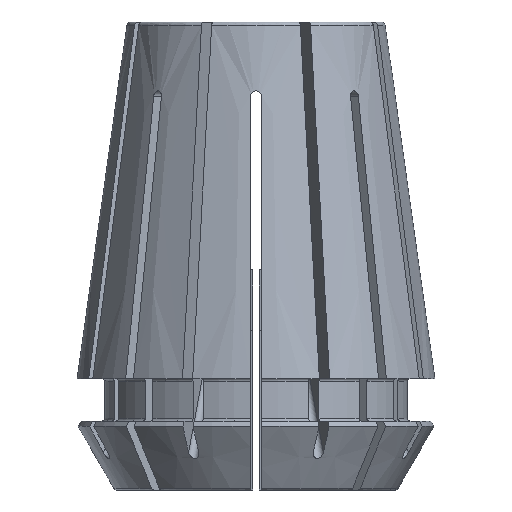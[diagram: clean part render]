
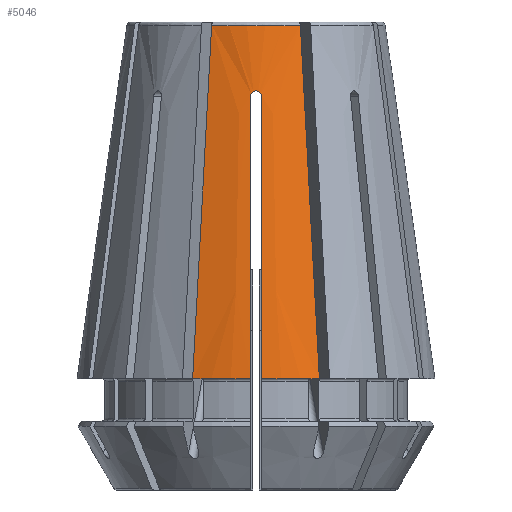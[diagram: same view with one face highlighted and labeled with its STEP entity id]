
A CAD part, front view. The second image highlights one B-rep face of the part: STEP entity #5046.
In plain terms, the highlighted conical face has half-angle 8 degrees and reference radius 13 mm.
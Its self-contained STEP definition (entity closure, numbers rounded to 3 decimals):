
#26=CONICAL_SURFACE('',#5404,13.,0.14);
#919=B_SPLINE_CURVE_WITH_KNOTS('',3,(#7848,#7849,#7850,#7851,#7852,#7853,
#7854),.UNSPECIFIED.,.F.,.F.,(4,3,4),(0.,0.023,
0.026),.UNSPECIFIED.);
#920=B_SPLINE_CURVE_WITH_KNOTS('',3,(#7858,#7859,#7860,#7861,#7862,#7863,
#7864),.UNSPECIFIED.,.F.,.F.,(4,3,4),(0.,0.023,
0.026),.UNSPECIFIED.);
#921=B_SPLINE_CURVE_WITH_KNOTS('',3,(#7868,#7869,#7870,#7871,#7872,#7873,
#7874,#7875,#7876,#7877),.UNSPECIFIED.,.F.,.F.,(4,3,3,4),(0.016,
0.018,0.037,0.037),.UNSPECIFIED.);
#922=B_SPLINE_CURVE_WITH_KNOTS('',3,(#7879,#7880,#7881,#7882,#7883),
 .UNSPECIFIED.,.F.,.F.,(4,1,4),(0.,0.001,
0.001),.UNSPECIFIED.);
#923=B_SPLINE_CURVE_WITH_KNOTS('',3,(#7885,#7886,#7887,#7888,#7889,#7890,
#7891,#7892,#7893,#7894),.UNSPECIFIED.,.F.,.F.,(4,3,3,4),(0.016,
0.018,0.037,0.037),.UNSPECIFIED.);
#1289=ORIENTED_EDGE('',*,*,#2925,.T.);
#1290=ORIENTED_EDGE('',*,*,#2926,.T.);
#1291=ORIENTED_EDGE('',*,*,#2927,.F.);
#1292=ORIENTED_EDGE('',*,*,#2928,.F.);
#1293=ORIENTED_EDGE('',*,*,#2929,.T.);
#1294=ORIENTED_EDGE('',*,*,#2930,.F.);
#1295=ORIENTED_EDGE('',*,*,#2931,.T.);
#1296=ORIENTED_EDGE('',*,*,#2932,.T.);
#2925=EDGE_CURVE('',#3733,#3734,#4195,.T.);
#2926=EDGE_CURVE('',#3734,#3735,#919,.T.);
#2927=EDGE_CURVE('',#3736,#3735,#4196,.T.);
#2928=EDGE_CURVE('',#3737,#3736,#920,.T.);
#2929=EDGE_CURVE('',#3737,#3738,#4197,.T.);
#2930=EDGE_CURVE('',#3739,#3738,#921,.T.);
#2931=EDGE_CURVE('',#3739,#3740,#922,.T.);
#2932=EDGE_CURVE('',#3740,#3733,#923,.T.);
#3733=VERTEX_POINT('',#7846);
#3734=VERTEX_POINT('',#7847);
#3735=VERTEX_POINT('',#7855);
#3736=VERTEX_POINT('',#7857);
#3737=VERTEX_POINT('',#7865);
#3738=VERTEX_POINT('',#7867);
#3739=VERTEX_POINT('',#7878);
#3740=VERTEX_POINT('',#7884);
#4195=CIRCLE('',#5405,13.);
#4196=CIRCLE('',#5406,9.396);
#4197=CIRCLE('',#5407,13.);
#4438=EDGE_LOOP('',(#1289,#1290,#1291,#1292,#1293,#1294,#1295,#1296));
#4706=FACE_BOUND('',#4438,.T.);
#5046=ADVANCED_FACE('',(#4706),#26,.T.);
#5404=AXIS2_PLACEMENT_3D('',#7844,#6130,#6131);
#5405=AXIS2_PLACEMENT_3D('',#7845,#6132,#6133);
#5406=AXIS2_PLACEMENT_3D('',#7856,#6134,#6135);
#5407=AXIS2_PLACEMENT_3D('',#7866,#6136,#6137);
#6130=DIRECTION('',(0.,0.,-1.));
#6131=DIRECTION('',(-1.,0.,0.));
#6132=DIRECTION('',(0.,0.,1.));
#6133=DIRECTION('',(1.,0.,0.));
#6134=DIRECTION('',(0.,0.,1.));
#6135=DIRECTION('',(1.,0.,0.));
#6136=DIRECTION('',(0.,0.,1.));
#6137=DIRECTION('',(1.,0.,0.));
#7844=CARTESIAN_POINT('',(0.,0.,8.1));
#7845=CARTESIAN_POINT('',(0.,0.,8.1));
#7846=CARTESIAN_POINT('',(0.4,-12.994,8.1));
#7847=CARTESIAN_POINT('',(4.603,-12.158,8.1));
#7848=CARTESIAN_POINT('',(4.603,-12.158,8.1));
#7849=CARTESIAN_POINT('',(4.198,-11.179,15.634));
#7850=CARTESIAN_POINT('',(3.792,-10.2,23.167));
#7851=CARTESIAN_POINT('',(3.387,-9.221,30.701));
#7852=CARTESIAN_POINT('',(3.332,-9.09,31.715));
#7853=CARTESIAN_POINT('',(3.278,-8.958,32.728));
#7854=CARTESIAN_POINT('',(3.223,-8.826,33.742));
#7855=CARTESIAN_POINT('',(3.223,-8.826,33.742));
#7856=CARTESIAN_POINT('',(0.,0.,33.742));
#7857=CARTESIAN_POINT('',(-3.223,-8.826,33.742));
#7858=CARTESIAN_POINT('',(-4.603,-12.158,8.1));
#7859=CARTESIAN_POINT('',(-4.198,-11.179,15.634));
#7860=CARTESIAN_POINT('',(-3.792,-10.2,23.167));
#7861=CARTESIAN_POINT('',(-3.387,-9.221,30.701));
#7862=CARTESIAN_POINT('',(-3.332,-9.09,31.715));
#7863=CARTESIAN_POINT('',(-3.278,-8.958,32.728));
#7864=CARTESIAN_POINT('',(-3.223,-8.826,33.742));
#7865=CARTESIAN_POINT('',(-4.603,-12.158,8.1));
#7866=CARTESIAN_POINT('',(0.,0.,8.1));
#7867=CARTESIAN_POINT('',(-0.4,-12.994,8.1));
#7868=CARTESIAN_POINT('',(-0.4,-10.111,28.6));
#7869=CARTESIAN_POINT('',(-0.4,-10.214,27.87));
#7870=CARTESIAN_POINT('',(-0.4,-10.316,27.141));
#7871=CARTESIAN_POINT('',(-0.4,-10.419,26.411));
#7872=CARTESIAN_POINT('',(-0.4,-11.269,20.369));
#7873=CARTESIAN_POINT('',(-0.4,-12.118,14.327));
#7874=CARTESIAN_POINT('',(-0.4,-12.968,8.284));
#7875=CARTESIAN_POINT('',(-0.4,-12.977,8.223));
#7876=CARTESIAN_POINT('',(-0.4,-12.985,8.161));
#7877=CARTESIAN_POINT('',(-0.4,-12.994,8.1));
#7878=CARTESIAN_POINT('',(-0.4,-10.111,28.6));
#7879=CARTESIAN_POINT('',(-0.4,-10.111,28.6));
#7880=CARTESIAN_POINT('',(-0.4,-10.081,28.81));
#7881=CARTESIAN_POINT('',(-0.001,-10.044,29.19));
#7882=CARTESIAN_POINT('',(0.4,-10.081,28.81));
#7883=CARTESIAN_POINT('',(0.4,-10.111,28.6));
#7884=CARTESIAN_POINT('',(0.4,-10.111,28.6));
#7885=CARTESIAN_POINT('',(0.4,-10.111,28.6));
#7886=CARTESIAN_POINT('',(0.4,-10.214,27.87));
#7887=CARTESIAN_POINT('',(0.4,-10.316,27.141));
#7888=CARTESIAN_POINT('',(0.4,-10.419,26.411));
#7889=CARTESIAN_POINT('',(0.4,-11.269,20.369));
#7890=CARTESIAN_POINT('',(0.4,-12.118,14.327));
#7891=CARTESIAN_POINT('',(0.4,-12.968,8.284));
#7892=CARTESIAN_POINT('',(0.4,-12.977,8.223));
#7893=CARTESIAN_POINT('',(0.4,-12.985,8.161));
#7894=CARTESIAN_POINT('',(0.4,-12.994,8.1));
